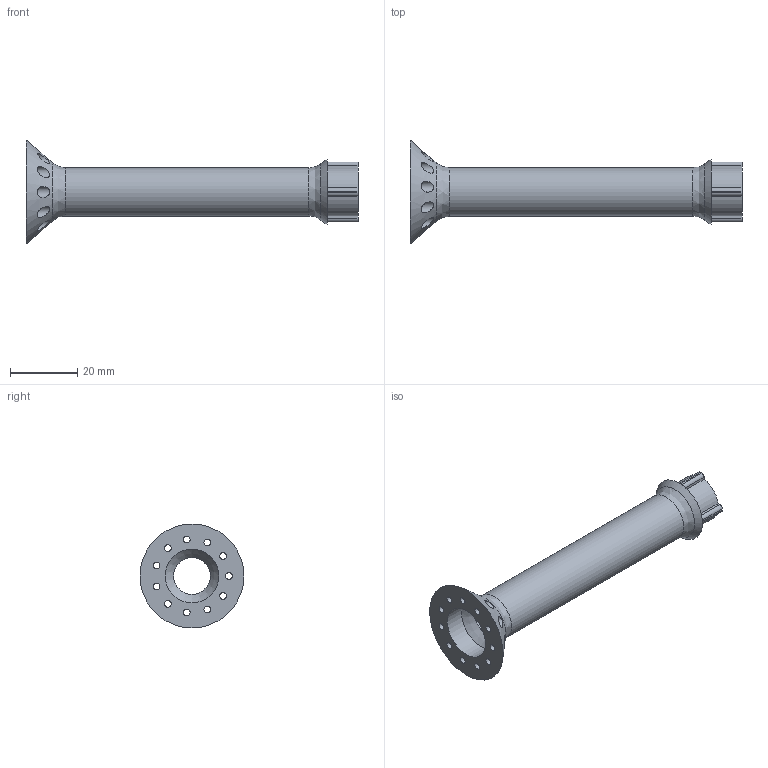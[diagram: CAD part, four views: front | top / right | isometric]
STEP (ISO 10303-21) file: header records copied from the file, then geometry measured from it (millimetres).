
FILE_DESCRIPTION(('FreeCAD Model'),'2;1');
FILE_NAME('Open CASCADE Shape Model','2024-05-14T22:37:00',('Author'),( ''),'Open CASCADE STEP processor 7.6','FreeCAD','Unknown');
FILE_SCHEMA(('AUTOMOTIVE_DESIGN { 1 0 10303 214 1 1 1 1 }'));
Length unit declared in the file: millimetre
Products named in the file (2): Minor-Shaft-Pressure-Section; Body055
Assembly tree (1 placements, depth 2):
  Minor-Shaft-Pressure-Section
    Body055
Bounding box: 99 x 31 x 31 mm (x, y, z)
Volume: 8740.9 mm3; surface area: 9803 mm2
Topology: 1 solids, 1 shells, 68 faces, 159 edges, 104 vertices
Faces by surface type: cylinder 37, plane 26, cone 3, bspline 2
Full cylindrical faces by diameter (mm): 2 x11, 3.25 x11, 11 x1, 14.5 x1, 16 x1
Entity records: 3960 total; most frequent: CARTESIAN_POINT 2299, DIRECTION 339, ORIENTED_EDGE 318, EDGE_CURVE 159, AXIS2_PLACEMENT_3D 131, VERTEX_POINT 104, FACE_BOUND 103, EDGE_LOOP 103
